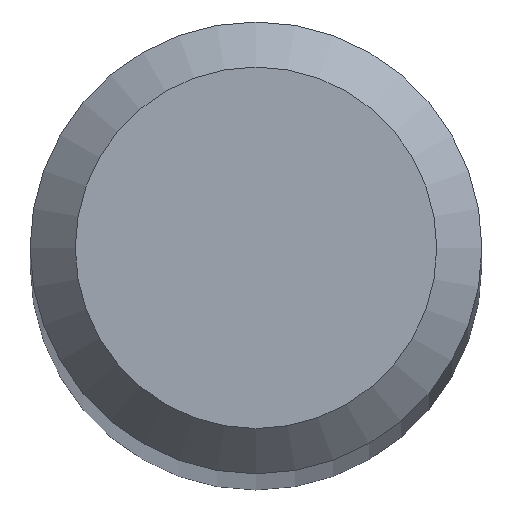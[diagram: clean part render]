
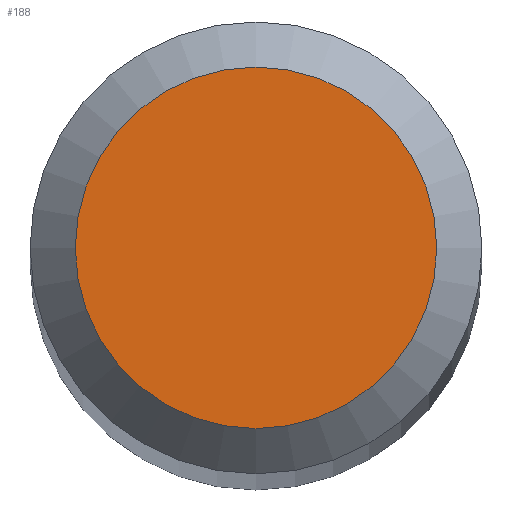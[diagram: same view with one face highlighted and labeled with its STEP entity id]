
A CAD part, top view. The second image highlights one B-rep face of the part: STEP entity #188.
In plain terms, the highlighted planar face has unit normal (0, 0, 1).
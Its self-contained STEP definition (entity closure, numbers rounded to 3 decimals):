
#55 = DIRECTION ( 'NONE',  ( 0., 0., -1. ) ) ;
#88 = VERTEX_POINT ( 'NONE', #113 ) ;
#89 = EDGE_CURVE ( 'NONE', #88, #88, #98, .T. ) ;
#98 = CIRCLE ( 'NONE', #206, 0.6 ) ;
#113 = CARTESIAN_POINT ( 'NONE',  ( 0., 0.6, 38. ) ) ;
#130 = DIRECTION ( 'NONE',  ( 0., 0., -1. ) ) ;
#132 = DIRECTION ( 'NONE',  ( 0., 1., 0. ) ) ;
#136 = CARTESIAN_POINT ( 'NONE',  ( 0., 0., 38. ) ) ;
#163 = AXIS2_PLACEMENT_3D ( 'NONE', #233, #55, #189 ) ;
#176 = FACE_OUTER_BOUND ( 'NONE', #178, .T. ) ;
#178 = EDGE_LOOP ( 'NONE', ( #297 ) ) ;
#188 = ADVANCED_FACE ( 'NONE', ( #176 ), #267, .F. ) ;
#189 = DIRECTION ( 'NONE',  ( 0., 1., 0. ) ) ;
#206 = AXIS2_PLACEMENT_3D ( 'NONE', #136, #130, #132 ) ;
#233 = CARTESIAN_POINT ( 'NONE',  ( 0., 0., 38. ) ) ;
#267 = PLANE ( 'NONE',  #163 ) ;
#297 = ORIENTED_EDGE ( 'NONE', *, *, #89, .F. ) ;
